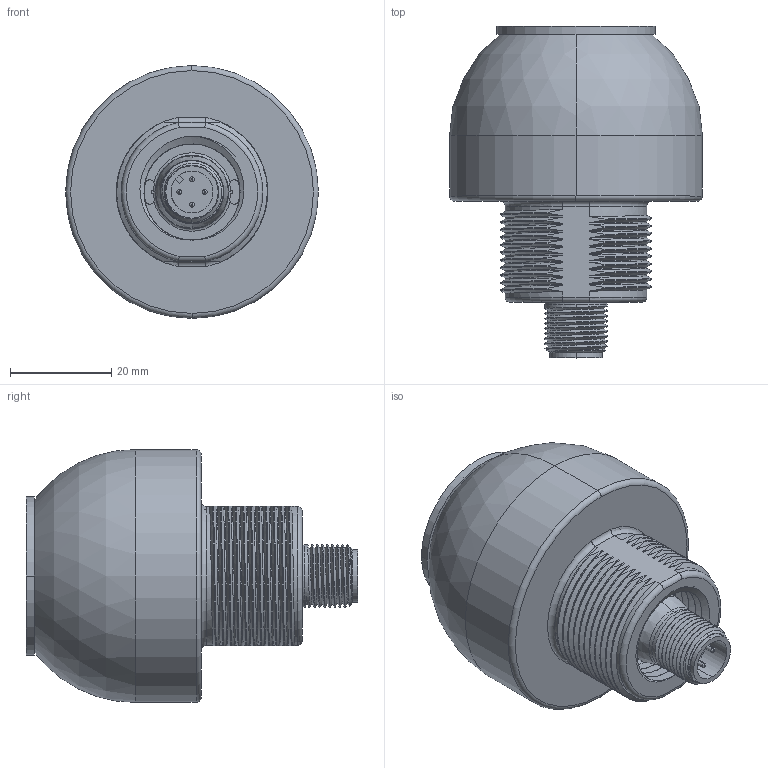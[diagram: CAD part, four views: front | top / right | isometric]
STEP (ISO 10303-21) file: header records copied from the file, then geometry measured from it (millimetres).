
FILE_DESCRIPTION((''),'2;1');
FILE_NAME('158880_SW','2011-08-18T',('banengservice'),('BANNER ENGINEERING'),'PRO/ENGINEER BY PARAMETRIC TECHNOLOGY CORPORATION, 2009141','PRO/ENGINEER BY PARAMETRIC TECHNOLOGY CORPORATION, 2009141','');
FILE_SCHEMA(('CONFIG_CONTROL_DESIGN'));
Length unit declared in the file: inch
Products named in the file (1): 158880_SW
Bounding box: 50 x 65.6 x 50 mm (x, y, z)
Volume: 30847.7 mm3; surface area: 24560.5 mm2
Topology: 3 solids, 5 shells, 442 faces, 1076 edges, 672 vertices
Faces by surface type: cylinder 178, bspline 119, plane 71, torus 34, cone 24, sphere 16
Entity records: 26820 total; most frequent: CARTESIAN_POINT 17104, ORIENTED_EDGE 2152, DIRECTION 1815, EDGE_CURVE 1076, AXIS2_PLACEMENT_3D 748, VERTEX_POINT 672, EDGE_LOOP 478, FACE_OUTER_BOUND 442
